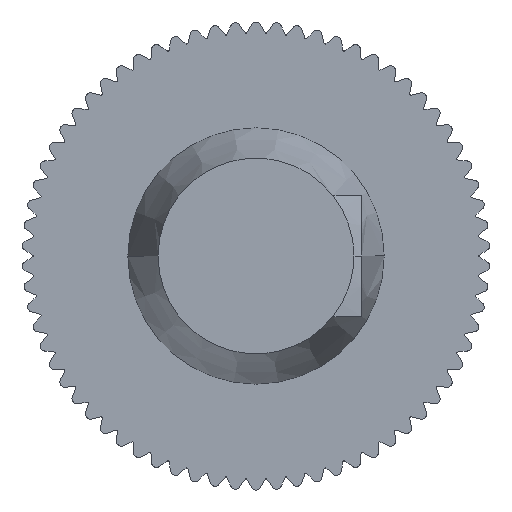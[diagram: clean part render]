
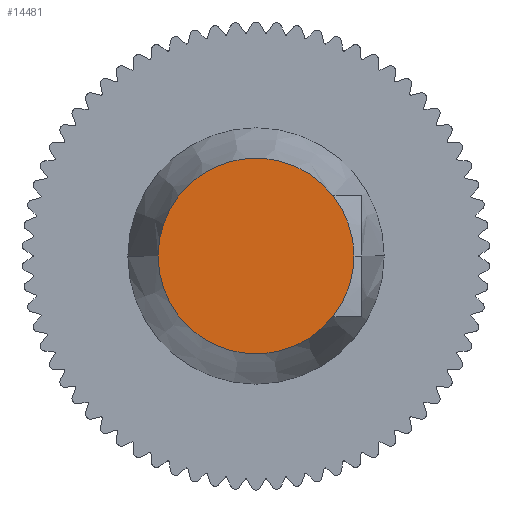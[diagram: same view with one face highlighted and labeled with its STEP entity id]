
A CAD part, front view. The second image highlights one B-rep face of the part: STEP entity #14481.
In plain terms, the highlighted planar face has unit normal (0, -1, 0).
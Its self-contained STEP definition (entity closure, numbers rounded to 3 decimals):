
#45 = DIRECTION ( 'NONE',  ( 0., -1., 0. ) ) ;
#55 = CIRCLE ( 'NONE', #14131, 4.85 ) ;
#311 = CARTESIAN_POINT ( 'NONE',  ( 3.978, 0., 2.787 ) ) ;
#530 = CARTESIAN_POINT ( 'NONE',  ( 4.76, 0., -1.07 ) ) ;
#2203 = CARTESIAN_POINT ( 'NONE',  ( 4.85, 0., 0. ) ) ;
#2760 = PLANE ( 'NONE',  #8928 ) ;
#2978 = CARTESIAN_POINT ( 'NONE',  ( 4.85, 0., 0.542 ) ) ;
#3323 = VERTEX_POINT ( 'NONE', #7802 ) ;
#3702 = DIRECTION ( 'NONE',  ( 1., 0., 0. ) ) ;
#3790 = VERTEX_POINT ( 'NONE', #7942 ) ;
#4164 = DIRECTION ( 'NONE',  ( 1., 0., 0. ) ) ;
#4512 = CARTESIAN_POINT ( 'NONE',  ( 4.145, 0., -2.575 ) ) ;
#4595 = CARTESIAN_POINT ( 'NONE',  ( 0., 0., 0. ) ) ;
#4598 = ORIENTED_EDGE ( 'NONE', *, *, #7411, .T. ) ;
#4707 = AXIS2_PLACEMENT_3D ( 'NONE', #11609, #45, #3702 ) ;
#5390 = CARTESIAN_POINT ( 'NONE',  ( 4.85, 0., 0. ) ) ;
#5653 = VERTEX_POINT ( 'NONE', #11214 ) ;
#5770 = DIRECTION ( 'NONE',  ( 0., -1., 0. ) ) ;
#6551 = CARTESIAN_POINT ( 'NONE',  ( 4.759, 0., 1.08 ) ) ;
#7228 = B_SPLINE_CURVE_WITH_KNOTS ( 'NONE', 3,
 ( #16008, #4512, #9592, #530, #14512, #10925 ),
 .UNSPECIFIED., .F., .F.,
 ( 4, 2, 4 ),
 ( 0., 0.5, 1. ),
 .UNSPECIFIED. ) ;
#7411 = EDGE_CURVE ( 'NONE', #3790, #3323, #10020, .T. ) ;
#7796 = CARTESIAN_POINT ( 'NONE',  ( 3.811, 0., 3. ) ) ;
#7802 = CARTESIAN_POINT ( 'NONE',  ( -4.85, 0., 0. ) ) ;
#7942 = CARTESIAN_POINT ( 'NONE',  ( 3.811, 0., 3. ) ) ;
#8928 = AXIS2_PLACEMENT_3D ( 'NONE', #9155, #15646, #4164 ) ;
#9155 = CARTESIAN_POINT ( 'NONE',  ( 0., 0., 0. ) ) ;
#9287 = CARTESIAN_POINT ( 'NONE',  ( 4.126, 0., 2.563 ) ) ;
#9592 = CARTESIAN_POINT ( 'NONE',  ( 4.402, 0., -2.104 ) ) ;
#9652 = ORIENTED_EDGE ( 'NONE', *, *, #12446, .T. ) ;
#10020 = CIRCLE ( 'NONE', #4707, 4.85 ) ;
#10317 = FACE_OUTER_BOUND ( 'NONE', #10947, .T. ) ;
#10359 = ORIENTED_EDGE ( 'NONE', *, *, #12504, .T. ) ;
#10399 = B_SPLINE_CURVE_WITH_KNOTS ( 'NONE', 3,
 ( #7796, #311, #9287, #11876, #10466, #6551, #2978, #5390 ),
 .UNSPECIFIED., .F., .F.,
 ( 4, 2, 2, 4 ),
 ( 0., 0.001, 0.002, 0.003 ),
 .UNSPECIFIED. ) ;
#10466 = CARTESIAN_POINT ( 'NONE',  ( 4.493, 0., 1.846 ) ) ;
#10766 = DIRECTION ( 'NONE',  ( 1., 0., 0. ) ) ;
#10925 = CARTESIAN_POINT ( 'NONE',  ( 4.85, 0., 0. ) ) ;
#10947 = EDGE_LOOP ( 'NONE', ( #14038, #4598, #9652, #10359 ) ) ;
#11214 = CARTESIAN_POINT ( 'NONE',  ( 3.811, 0., -3. ) ) ;
#11609 = CARTESIAN_POINT ( 'NONE',  ( 0., 0., 0. ) ) ;
#11876 = CARTESIAN_POINT ( 'NONE',  ( 4.383, 0., 2.093 ) ) ;
#11892 = EDGE_CURVE ( 'NONE', #3790, #15917, #10399, .T. ) ;
#12446 = EDGE_CURVE ( 'NONE', #3323, #5653, #55, .T. ) ;
#12504 = EDGE_CURVE ( 'NONE', #5653, #15917, #7228, .T. ) ;
#14038 = ORIENTED_EDGE ( 'NONE', *, *, #11892, .F. ) ;
#14131 = AXIS2_PLACEMENT_3D ( 'NONE', #4595, #5770, #10766 ) ;
#14481 = ADVANCED_FACE ( 'NONE', ( #10317 ), #2760, .T. ) ;
#14512 = CARTESIAN_POINT ( 'NONE',  ( 4.85, 0., -0.541 ) ) ;
#15646 = DIRECTION ( 'NONE',  ( 0., -1., 0. ) ) ;
#15917 = VERTEX_POINT ( 'NONE', #2203 ) ;
#16008 = CARTESIAN_POINT ( 'NONE',  ( 3.811, 0., -3. ) ) ;
